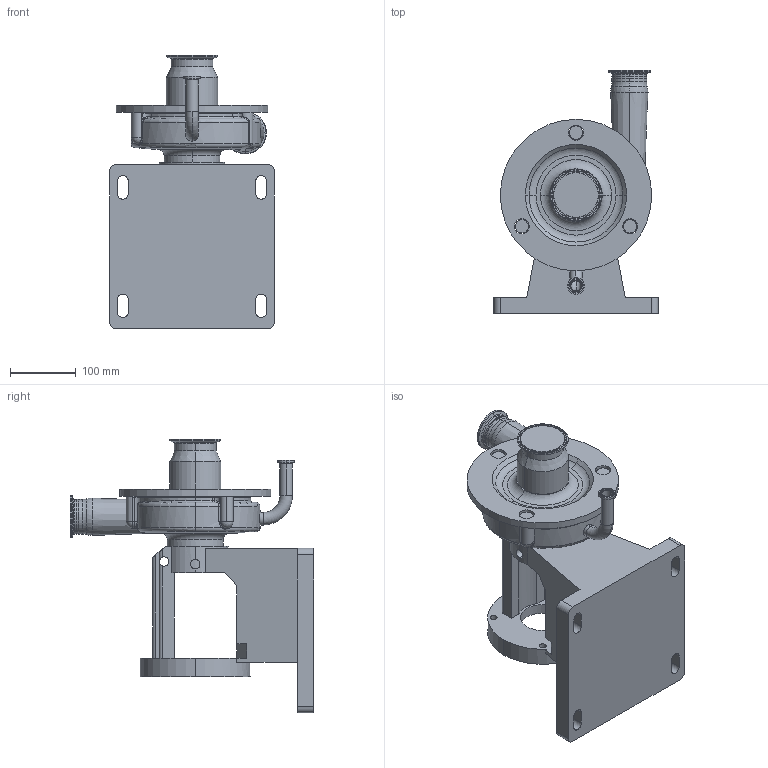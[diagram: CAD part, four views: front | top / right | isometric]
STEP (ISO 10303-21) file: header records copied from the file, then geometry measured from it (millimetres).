
FILE_DESCRIPTION (( 'STEP AP214' ), '1' );
FILE_NAME ('FP 352 140TC VERTICAL 3-4 In ELBOW FRONT.STEP', '2010-02-24T13:23:03', ( ' ' ), ( '' ), 'SwSTEP 2.0', 'SolidWorks 2010', '' );
FILE_SCHEMA (( 'AUTOMOTIVE_DESIGN' ));
Length unit declared in the file: millimetre
Products named in the file (2): FP 352 140TC VERTICAL 3-4 In ELBOW FRONT^1275000114; FP 352 140TC VERTICAL 3-4 In ELBOW FRONT
Assembly tree (1 placements, depth 2):
  FP 352 140TC VERTICAL 3-4 In ELBOW FRONT
    FP 352 140TC VERTICAL 3-4 In ELBOW FRONT^1275000114
Bounding box: 250 x 370 x 416 mm (x, y, z)
Volume: 6962543.5 mm3; surface area: 576379 mm2
Topology: 1 solids, 3 shells, 389 faces, 985 edges, 604 vertices
Faces by surface type: cylinder 149, plane 96, torus 59, bspline 43, cone 33, sphere 9
Entity records: 24198 total; most frequent: CARTESIAN_POINT 14798, DIRECTION 2013, ORIENTED_EDGE 1958, EDGE_CURVE 979, AXIS2_PLACEMENT_3D 822, VERTEX_POINT 602, CIRCLE 472, EDGE_LOOP 431
